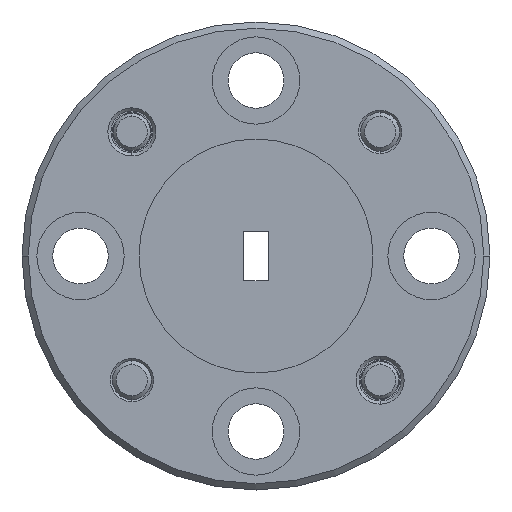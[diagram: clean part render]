
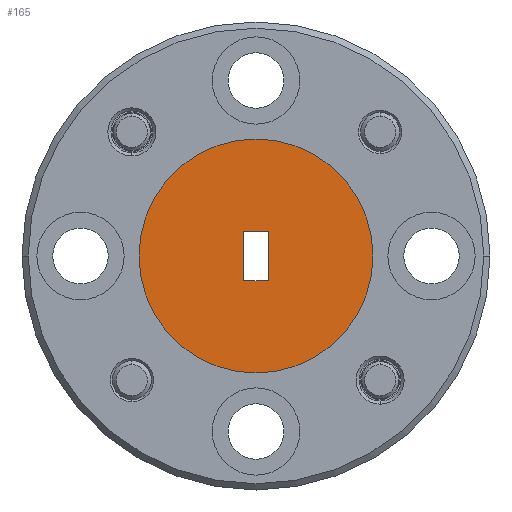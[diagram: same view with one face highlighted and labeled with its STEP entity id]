
A CAD part, left-side view. The second image highlights one B-rep face of the part: STEP entity #165.
In plain terms, the highlighted planar face has unit normal (-1, 0, 0).
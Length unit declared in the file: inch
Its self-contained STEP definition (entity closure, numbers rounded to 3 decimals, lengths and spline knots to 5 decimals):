
#102 = VECTOR ( 'NONE', #1045, 39.37008 ) ;
#165 = ADVANCED_FACE ( 'NONE', ( #3054, #960 ), #1688, .T. ) ;
#182 = VERTEX_POINT ( 'NONE', #3323 ) ;
#217 = DIRECTION ( 'NONE',  ( 1., 0., 0. ) ) ;
#226 = VECTOR ( 'NONE', #304, 39.37008 ) ;
#291 = LINE ( 'NONE', #3241, #3206 ) ;
#304 = DIRECTION ( 'NONE',  ( 0., 0., 1. ) ) ;
#344 = CARTESIAN_POINT ( 'NONE',  ( -2.75861, 0.90385, 0.52419 ) ) ;
#415 = VERTEX_POINT ( 'NONE', #1514 ) ;
#454 = ORIENTED_EDGE ( 'NONE', *, *, #1040, .F. ) ;
#704 = LINE ( 'NONE', #2548, #3477 ) ;
#935 = EDGE_CURVE ( 'NONE', #415, #182, #3695, .T. ) ;
#960 = FACE_BOUND ( 'NONE', #2078, .T. ) ;
#969 = DIRECTION ( 'NONE',  ( 0., 0., -1. ) ) ;
#1040 = EDGE_CURVE ( 'NONE', #3779, #2378, #1467, .T. ) ;
#1045 = DIRECTION ( 'NONE',  ( 0., -1., 0. ) ) ;
#1080 = ORIENTED_EDGE ( 'NONE', *, *, #1149, .T. ) ;
#1101 = CARTESIAN_POINT ( 'NONE',  ( -2.75861, 0.92385, 0.56419 ) ) ;
#1149 = EDGE_CURVE ( 'NONE', #3892, #3767, #291, .T. ) ;
#1363 = EDGE_LOOP ( 'NONE', ( #454, #3048 ) ) ;
#1383 = AXIS2_PLACEMENT_3D ( 'NONE', #1101, #1743, #1701 ) ;
#1394 = EDGE_CURVE ( 'NONE', #2378, #3779, #3845, .T. ) ;
#1414 = CARTESIAN_POINT ( 'NONE',  ( -2.75861, 0.92385, 0.56419 ) ) ;
#1467 = CIRCLE ( 'NONE', #1833, 0.1875 ) ;
#1504 = ORIENTED_EDGE ( 'NONE', *, *, #935, .T. ) ;
#1514 = CARTESIAN_POINT ( 'NONE',  ( -2.75861, 0.94385, 0.60419 ) ) ;
#1568 = CARTESIAN_POINT ( 'NONE',  ( -2.75861, 1.11135, 0.56419 ) ) ;
#1673 = CARTESIAN_POINT ( 'NONE',  ( -2.75861, 0.90385, 0.60419 ) ) ;
#1688 = PLANE ( 'NONE',  #1383 ) ;
#1701 = DIRECTION ( 'NONE',  ( 0., -1., 0. ) ) ;
#1743 = DIRECTION ( 'NONE',  ( -1., 0., 0. ) ) ;
#1798 = LINE ( 'NONE', #3091, #226 ) ;
#1828 = EDGE_CURVE ( 'NONE', #182, #3892, #704, .T. ) ;
#1833 = AXIS2_PLACEMENT_3D ( 'NONE', #1414, #2368, #2063 ) ;
#1996 = EDGE_CURVE ( 'NONE', #3767, #415, #1798, .T. ) ;
#2063 = DIRECTION ( 'NONE',  ( 0., 1., 0. ) ) ;
#2078 = EDGE_LOOP ( 'NONE', ( #1080, #2930, #1504, #2172 ) ) ;
#2172 = ORIENTED_EDGE ( 'NONE', *, *, #1828, .T. ) ;
#2368 = DIRECTION ( 'NONE',  ( 1., 0., 0. ) ) ;
#2378 = VERTEX_POINT ( 'NONE', #3868 ) ;
#2509 = CARTESIAN_POINT ( 'NONE',  ( -2.75861, 0.94385, 0.52419 ) ) ;
#2548 = CARTESIAN_POINT ( 'NONE',  ( -2.75861, 0.90385, 0.56419 ) ) ;
#2930 = ORIENTED_EDGE ( 'NONE', *, *, #1996, .T. ) ;
#3039 = DIRECTION ( 'NONE',  ( 0., 1., 0. ) ) ;
#3048 = ORIENTED_EDGE ( 'NONE', *, *, #1394, .F. ) ;
#3054 = FACE_OUTER_BOUND ( 'NONE', #1363, .T. ) ;
#3091 = CARTESIAN_POINT ( 'NONE',  ( -2.75861, 0.94385, 0.56419 ) ) ;
#3206 = VECTOR ( 'NONE', #3546, 39.37008 ) ;
#3241 = CARTESIAN_POINT ( 'NONE',  ( -2.75861, 0.90385, 0.52419 ) ) ;
#3323 = CARTESIAN_POINT ( 'NONE',  ( -2.75861, 0.90385, 0.60419 ) ) ;
#3477 = VECTOR ( 'NONE', #969, 39.37008 ) ;
#3546 = DIRECTION ( 'NONE',  ( 0., 1., 0. ) ) ;
#3672 = CARTESIAN_POINT ( 'NONE',  ( -2.75861, 0.92385, 0.56419 ) ) ;
#3695 = LINE ( 'NONE', #1673, #102 ) ;
#3767 = VERTEX_POINT ( 'NONE', #2509 ) ;
#3779 = VERTEX_POINT ( 'NONE', #1568 ) ;
#3845 = CIRCLE ( 'NONE', #3899, 0.1875 ) ;
#3868 = CARTESIAN_POINT ( 'NONE',  ( -2.75861, 0.73635, 0.56419 ) ) ;
#3892 = VERTEX_POINT ( 'NONE', #344 ) ;
#3899 = AXIS2_PLACEMENT_3D ( 'NONE', #3672, #217, #3039 ) ;
